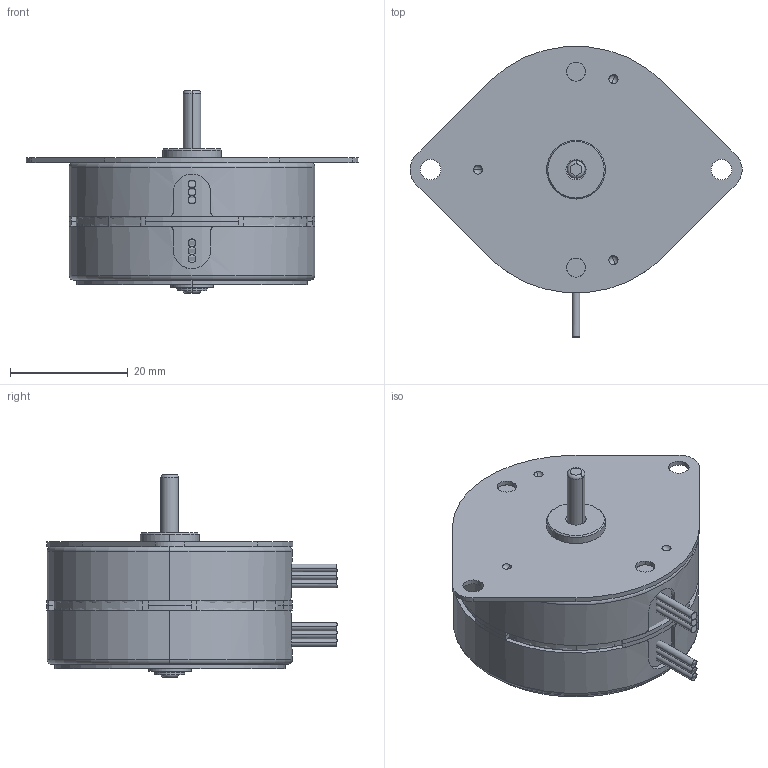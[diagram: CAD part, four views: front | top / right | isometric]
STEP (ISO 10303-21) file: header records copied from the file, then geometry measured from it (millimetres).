
FILE_DESCRIPTION((''),'2;1');
FILE_NAME('42M048C_ASM','2016-03-08T',('sandip.dhanwate'),(''),'PRO/ENGINEER BY PARAMETRIC TECHNOLOGY CORPORATION, 2014310','PRO/ENGINEER BY PARAMETRIC TECHNOLOGY CORPORATION, 2014310','');
FILE_SCHEMA(('CONFIG_CONTROL_DESIGN'));
Length unit declared in the file: inch
Products named in the file (16): 053-6035-002_2; 150-5011-001_1; 585-5067-001_ASM_2_ASM; 012-5011-002_2; 585-5068-001_ASM_1_ASM; 230-0067_2; 534-0208-007_ASM_1_ASM; 190-6038-001_2; 596-5077-008_ASM_2_ASM; 149-6003-001_2; 585-6112-001_ASM_1_ASM; 053-6034-004_2; 538-6024-001_ASM_1_ASM; PRT0001_1; 570-6044-001_ASM_1_ASM; 42M048C_ASM
Assembly tree (21 placements, depth 5):
  42M048C_ASM
    570-6044-001_ASM_1_ASM
      585-5068-001_ASM_1_ASM
        585-5067-001_ASM_2_ASM
          053-6035-002_2
          150-5011-001_1
        012-5011-002_2
      534-0208-007_ASM_1_ASM  x2
        230-0067_2
      596-5077-008_ASM_2_ASM
        190-6038-001_2
      585-6112-001_ASM_1_ASM
        149-6003-001_2
        053-6035-002_2
        012-5011-002_2
      538-6024-001_ASM_1_ASM
        053-6034-004_2  x2
      PRT0001_1
Bounding box: 56.48 x 49.43 x 34.51 mm (x, y, z)
Volume: 32532.2 mm3; surface area: 23749.5 mm2
Topology: 16 solids, 16 shells, 396 faces, 1046 edges, 676 vertices
Faces by surface type: cylinder 192, plane 122, torus 32, sphere 24, cone 20, extrusion 6
Entity records: 7770 total; most frequent: CARTESIAN_POINT 1496, DIRECTION 1449, ORIENTED_EDGE 1144, AXIS2_PLACEMENT_3D 627, EDGE_CURVE 572, VERTEX_POINT 380, CIRCLE 348, EDGE_LOOP 276
